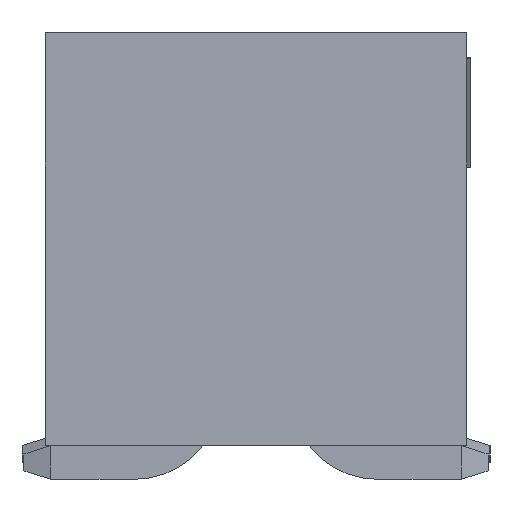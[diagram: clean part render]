
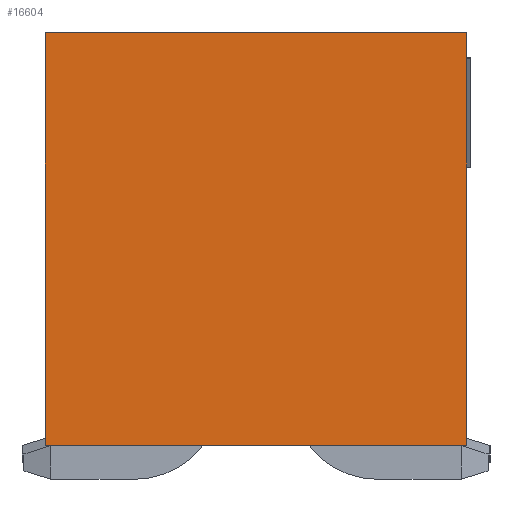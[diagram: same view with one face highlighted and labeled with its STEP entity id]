
A CAD part, left-side view. The second image highlights one B-rep face of the part: STEP entity #16604.
In plain terms, the highlighted planar face has unit normal (-1, 0, 0).
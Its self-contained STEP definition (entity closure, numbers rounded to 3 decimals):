
#2527=ORIENTED_EDGE('',*,*,#4836,.F.);
#2528=ORIENTED_EDGE('',*,*,#4804,.F.);
#2529=ORIENTED_EDGE('',*,*,#3833,.T.);
#2530=ORIENTED_EDGE('',*,*,#5140,.T.);
#3833=EDGE_CURVE('',#5630,#5629,#6789,.T.);
#4804=EDGE_CURVE('',#5630,#6310,#7760,.T.);
#4836=EDGE_CURVE('',#6310,#6317,#7792,.T.);
#5140=EDGE_CURVE('',#5629,#6317,#8096,.T.);
#5629=VERTEX_POINT('',#20611);
#5630=VERTEX_POINT('',#20613);
#6310=VERTEX_POINT('',#22529);
#6317=VERTEX_POINT('',#22569);
#6789=LINE('',#20612,#8581);
#7760=LINE('',#22528,#9552);
#7792=LINE('',#22568,#9584);
#8096=LINE('',#23174,#9888);
#8581=VECTOR('',#17518,1000.);
#9552=VECTOR('',#19019,1000.);
#9584=VECTOR('',#19053,1000.);
#9888=VECTOR('',#19517,1000.);
#10762=EDGE_LOOP('',(#2527,#2528,#2529,#2530));
#11404=FACE_BOUND('',#10762,.T.);
#11995=PLANE('',#17206);
#16604=ADVANCED_FACE('',(#11404),#11995,.T.);
#17206=AXIS2_PLACEMENT_3D('',#23175,#19518,#19519);
#17518=DIRECTION('',(0.,0.,1.));
#19019=DIRECTION('',(0.,1.,0.));
#19053=DIRECTION('',(0.,0.,1.));
#19517=DIRECTION('',(0.,1.,0.));
#19518=DIRECTION('',(-1.,0.,0.));
#19519=DIRECTION('',(0.,0.,1.));
#20611=CARTESIAN_POINT('',(-19.05,-2.5,2.45));
#20612=CARTESIAN_POINT('',(-19.05,-2.5,-2.45));
#20613=CARTESIAN_POINT('',(-19.05,-2.5,-2.45));
#22528=CARTESIAN_POINT('',(-19.05,-2.5,-2.45));
#22529=CARTESIAN_POINT('',(-19.05,2.5,-2.45));
#22568=CARTESIAN_POINT('',(-19.05,2.5,-2.45));
#22569=CARTESIAN_POINT('',(-19.05,2.5,2.45));
#23174=CARTESIAN_POINT('',(-19.05,-2.5,2.45));
#23175=CARTESIAN_POINT('',(-19.05,-2.5,-2.45));
